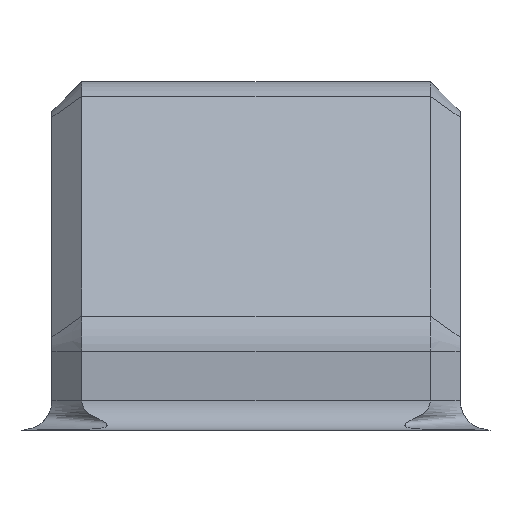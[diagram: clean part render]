
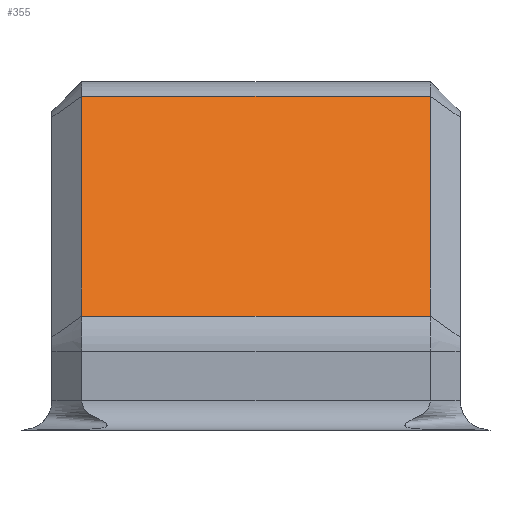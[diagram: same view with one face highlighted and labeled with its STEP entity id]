
A CAD part, left-side view. The second image highlights one B-rep face of the part: STEP entity #355.
In plain terms, the highlighted face is planar.
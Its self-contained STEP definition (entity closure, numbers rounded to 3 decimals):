
#355=ADVANCED_FACE('',(#1009),#1011,.F.);
#1009=FACE_BOUND('',#1010,.T.);
#1010=EDGE_LOOP('',(#1167,#1168,#1169,#1170));
#1011=PLANE('',#1012);
#1012=AXIS2_PLACEMENT_3D('',#1013,#1014,#1015);
#1013=CARTESIAN_POINT('',(20.127,-120.2,-10.));
#1014=DIRECTION('',(-0.707,0.,0.707));
#1015=DIRECTION('',(0.,1.,0.));
#1167=ORIENTED_EDGE('',*,*,#1251,.F.);
#1168=ORIENTED_EDGE('',*,*,#1239,.F.);
#1169=ORIENTED_EDGE('',*,*,#1241,.T.);
#1170=ORIENTED_EDGE('',*,*,#1253,.F.);
#1239=EDGE_CURVE('',#1353,#1350,#1355,.F.);
#1241=EDGE_CURVE('',#1353,#1357,#1358,.T.);
#1251=EDGE_CURVE('',#1350,#1372,#1373,.T.);
#1253=EDGE_CURVE('',#1372,#1357,#1375,.F.);
#1350=VERTEX_POINT('',#2074);
#1353=VERTEX_POINT('',#2082);
#1355=LINE('',#2086,#2087);
#1357=VERTEX_POINT('',#2093);
#1358=LINE('',#2094,#2095);
#1372=VERTEX_POINT('',#2131);
#1373=LINE('',#2132,#2133);
#1375=LINE('',#2139,#2140);
#2074=CARTESIAN_POINT('',(18.663,-17.2,-11.464));
#2082=CARTESIAN_POINT('',(-3.408,-17.2,-33.536));
#2086=CARTESIAN_POINT('',(18.663,-17.2,-11.464));
#2087=VECTOR('',#2088,1.);
#2088=DIRECTION('',(-0.707,0.,-0.707));
#2093=CARTESIAN_POINT('',(-3.408,17.8,-33.536));
#2094=CARTESIAN_POINT('',(-3.408,-17.2,-33.536));
#2095=VECTOR('',#2096,1.);
#2096=DIRECTION('',(0.,1.,0.));
#2131=CARTESIAN_POINT('',(18.663,17.8,-11.464));
#2132=CARTESIAN_POINT('',(18.663,-17.2,-11.464));
#2133=VECTOR('',#2134,1.);
#2134=DIRECTION('',(0.,1.,0.));
#2139=CARTESIAN_POINT('',(-3.408,17.8,-33.536));
#2140=VECTOR('',#2141,1.);
#2141=DIRECTION('',(0.707,0.,0.707));
